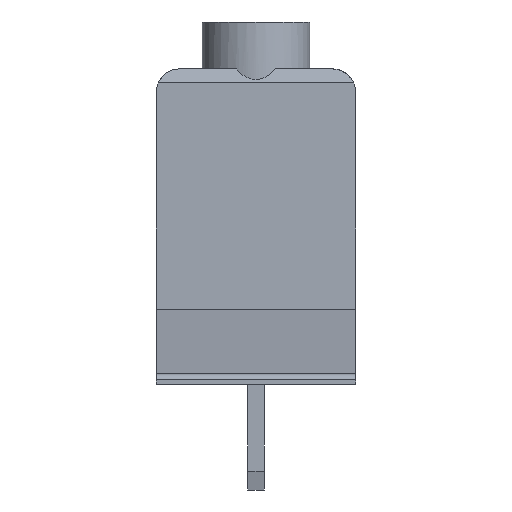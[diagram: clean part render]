
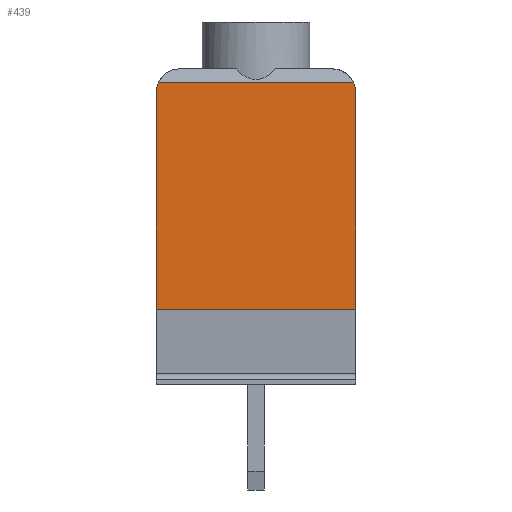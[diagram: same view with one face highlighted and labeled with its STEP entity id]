
A CAD part, left-side view. The second image highlights one B-rep face of the part: STEP entity #439.
In plain terms, the highlighted planar face has unit normal (-1, 0, 0).
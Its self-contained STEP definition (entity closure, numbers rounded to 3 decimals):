
#439 = ADVANCED_FACE( '', ( #1041 ), #1042, .T. );
#1041 = FACE_OUTER_BOUND( '', #1823, .T. );
#1042 = PLANE( '', #1824 );
#1823 = EDGE_LOOP( '', ( #3052, #3053, #3054, #3055, #3056, #3057 ) );
#1824 = AXIS2_PLACEMENT_3D( '', #3058, #3059, #3060 );
#3052 = ORIENTED_EDGE( '', *, *, #4948, .F. );
#3053 = ORIENTED_EDGE( '', *, *, #4949, .T. );
#3054 = ORIENTED_EDGE( '', *, *, #4950, .T. );
#3055 = ORIENTED_EDGE( '', *, *, #4951, .T. );
#3056 = ORIENTED_EDGE( '', *, *, #4952, .F. );
#3057 = ORIENTED_EDGE( '', *, *, #4953, .T. );
#3058 = CARTESIAN_POINT( '', ( -15., -4.25, -6.2 ) );
#3059 = DIRECTION( '', ( -1., 0., 0. ) );
#3060 = DIRECTION( '', ( 0., 0., 1. ) );
#4948 = EDGE_CURVE( '', #6072, #6073, #6074, .T. );
#4949 = EDGE_CURVE( '', #6072, #6075, #6076, .T. );
#4950 = EDGE_CURVE( '', #6075, #6077, #6078, .T. );
#4951 = EDGE_CURVE( '', #6077, #6079, #6080, .T. );
#4952 = EDGE_CURVE( '', #6081, #6079, #6082, .T. );
#4953 = EDGE_CURVE( '', #6081, #6073, #6083, .T. );
#6072 = VERTEX_POINT( '', #7583 );
#6073 = VERTEX_POINT( '', #7584 );
#6074 = LINE( '', #7585, #7586 );
#6075 = VERTEX_POINT( '', #7587 );
#6076 = LINE( '', #7588, #7589 );
#6077 = VERTEX_POINT( '', #7590 );
#6078 = LINE( '', #7591, #7592 );
#6079 = VERTEX_POINT( '', #7593 );
#6080 = CIRCLE( '', #7594, 1. );
#6081 = VERTEX_POINT( '', #7595 );
#6082 = LINE( '', #7596, #7597 );
#6083 = CIRCLE( '', #7598, 1. );
#7583 = CARTESIAN_POINT( '', ( -15., 4.25, -3. ) );
#7584 = CARTESIAN_POINT( '', ( -15., 4.25, 6.25 ) );
#7585 = CARTESIAN_POINT( '', ( -15., 4.25, -6.2 ) );
#7586 = VECTOR( '', #8863, 1000. );
#7587 = CARTESIAN_POINT( '', ( -15., -4.25, -3. ) );
#7588 = CARTESIAN_POINT( '', ( -15., 30.756, -3. ) );
#7589 = VECTOR( '', #8864, 1000. );
#7590 = CARTESIAN_POINT( '', ( -15., -4.25, 6.25 ) );
#7591 = CARTESIAN_POINT( '', ( -15., -4.25, -6.2 ) );
#7592 = VECTOR( '', #8865, 1000. );
#7593 = CARTESIAN_POINT( '', ( -15., -4.167, 6.65 ) );
#7594 = AXIS2_PLACEMENT_3D( '', #8866, #8867, #8868 );
#7595 = CARTESIAN_POINT( '', ( -15., 4.167, 6.65 ) );
#7596 = CARTESIAN_POINT( '', ( -15., 4.25, 6.65 ) );
#7597 = VECTOR( '', #8869, 1000. );
#7598 = AXIS2_PLACEMENT_3D( '', #8870, #8871, #8872 );
#8863 = DIRECTION( '', ( 0., 0., 1. ) );
#8864 = DIRECTION( '', ( 0., -1., 0. ) );
#8865 = DIRECTION( '', ( 0., 0., 1. ) );
#8866 = CARTESIAN_POINT( '', ( -15., -3.25, 6.25 ) );
#8867 = DIRECTION( '', ( -1., 0., 0. ) );
#8868 = DIRECTION( '', ( 0., 0., 1. ) );
#8869 = DIRECTION( '', ( 0., -1., 0. ) );
#8870 = CARTESIAN_POINT( '', ( -15., 3.25, 6.25 ) );
#8871 = DIRECTION( '', ( -1., 0., 0. ) );
#8872 = DIRECTION( '', ( 0., 0., 1. ) );
